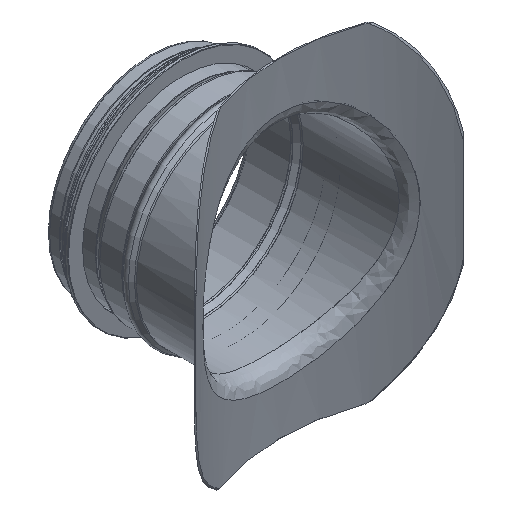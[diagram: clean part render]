
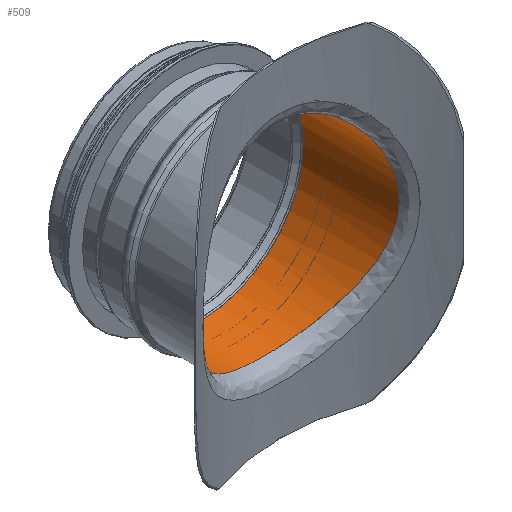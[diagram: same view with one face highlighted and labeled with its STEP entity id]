
A CAD part, isometric view. The second image highlights one B-rep face of the part: STEP entity #509.
In plain terms, the highlighted cylindrical face has radius 48.525 mm (diameter 97.05 mm), a full revolution.
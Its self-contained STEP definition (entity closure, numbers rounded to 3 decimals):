
#248=CARTESIAN_POINT('',(-48.525,89.955,0.0));
#249=VERTEX_POINT('',#248);
#257=CARTESIAN_POINT('',(-48.525,89.954,0.));
#258=CARTESIAN_POINT('',(-48.524,89.954,3.702));
#259=CARTESIAN_POINT('',(-47.67,90.58,11.106));
#260=CARTESIAN_POINT('',(-42.742,93.932,24.891));
#261=CARTESIAN_POINT('',(-32.922,99.447,37.145));
#262=CARTESIAN_POINT('',(-18.297,104.265,45.736));
#263=CARTESIAN_POINT('',(-3.775,106.361,49.147));
#264=CARTESIAN_POINT('',(11.206,105.637,47.988));
#265=CARTESIAN_POINT('',(24.876,102.378,42.494));
#266=CARTESIAN_POINT('',(36.093,97.695,33.464));
#267=CARTESIAN_POINT('',(44.245,92.974,21.609));
#268=CARTESIAN_POINT('',(48.707,89.833,7.534));
#269=CARTESIAN_POINT('',(48.71,89.82,-7.538));
#270=CARTESIAN_POINT('',(42.753,94.046,-26.291));
#271=CARTESIAN_POINT('',(29.435,101.31,-40.656));
#272=CARTESIAN_POINT('',(12.341,105.358,-47.532));
#273=CARTESIAN_POINT('',(0.006,106.237,-48.951));
#274=CARTESIAN_POINT('',(-14.831,105.193,-47.243));
#275=CARTESIAN_POINT('',(-31.436,100.309,-39.032));
#276=CARTESIAN_POINT('',(-42.733,93.926,-24.889));
#277=CARTESIAN_POINT('',(-47.673,90.581,-11.105));
#278=CARTESIAN_POINT('',(-48.525,89.955,-3.702));
#279=CARTESIAN_POINT('',(-48.525,89.954,0.));
#280=B_SPLINE_CURVE_WITH_KNOTS('',3,(#257,#258,#259,#260,#261,#262,#263,#264,#265,#266,#267,#268,#269,#270,#271,#272,#273,#274,#275,#276,#277,#278,#279),.UNSPECIFIED.,.T.,.U.,(4,1,1,1,1,1,1,1,1,1,1,1,1,1,1,1,1,1,1,1,4),(0.0,1.065,2.13,4.261,5.681,7.101,8.521,9.941,11.362,12.782,14.202,15.622,17.042,19.883,21.303,22.368,23.433,25.564,27.694,28.759,29.824),.UNSPECIFIED.);
#281=EDGE_CURVE('',#249,#249,#280,.T.);
#490=CARTESIAN_POINT('',(0.,130.75,0.0));
#491=DIRECTION('',(0.,1.0,0.0));
#492=DIRECTION('',(-1.0,0.0,0.0));
#493=AXIS2_PLACEMENT_3D('',#490,#491,#492);
#494=CYLINDRICAL_SURFACE('',#493,48.525);
#495=CARTESIAN_POINT('',(-48.525,136.,0.0));
#496=VERTEX_POINT('',#495);
#497=CARTESIAN_POINT('',(0.,136.,0.0));
#498=DIRECTION('',(0.0,1.0,0.0));
#499=DIRECTION('',(-1.0,0.0,0.0));
#500=AXIS2_PLACEMENT_3D('',#497,#498,#499);
#501=CIRCLE('',#500,48.525);
#502=EDGE_CURVE('',#496,#496,#501,.T.);
#503=ORIENTED_EDGE('',*,*,#502,.T.);
#504=EDGE_LOOP('',(#503));
#505=FACE_OUTER_BOUND('',#504,.T.);
#506=ORIENTED_EDGE('',*,*,#281,.F.);
#507=EDGE_LOOP('',(#506));
#508=FACE_BOUND('',#507,.T.);
#509=ADVANCED_FACE('',(#505,#508),#494,.F.);
